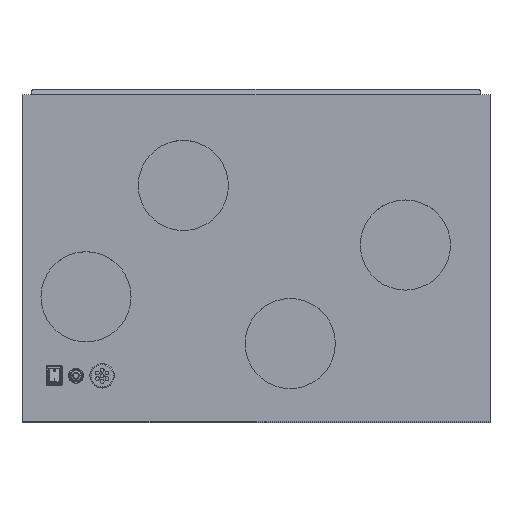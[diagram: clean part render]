
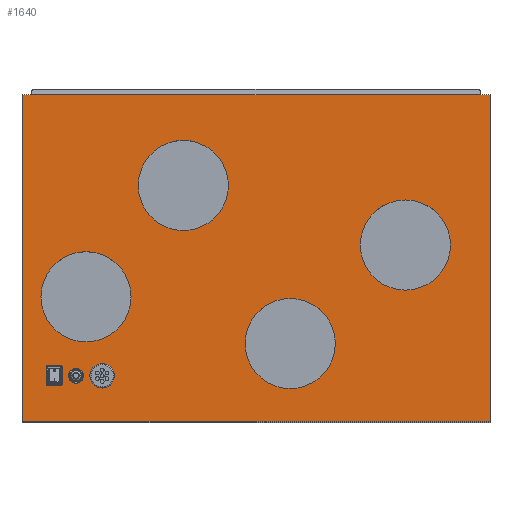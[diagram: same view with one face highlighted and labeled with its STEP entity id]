
A CAD part, top view. The second image highlights one B-rep face of the part: STEP entity #1640.
In plain terms, the highlighted planar face has unit normal (0, 0, 1).
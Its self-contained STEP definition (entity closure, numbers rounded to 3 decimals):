
#10=CARTESIAN_POINT('',(6190.792,700.421,
627.939));
#20=DIRECTION('',(0.,0.,1.));
#30=DIRECTION('',(1.,0.,0.));
#40=AXIS2_PLACEMENT_3D('',#10,#20,#30);
#50=PLANE('',#40);
#60=CARTESIAN_POINT('',(5770.292,1154.478,
627.939));
#70=DIRECTION('',(0.,-1.,0.));
#80=VECTOR('',#70,1.);
#90=LINE('',#60,#80);
#100=CARTESIAN_POINT('',(5770.292,1223.278,
627.939));
#110=VERTEX_POINT('',#100);
#120=CARTESIAN_POINT('',(5770.292,635.528,
627.939));
#130=VERTEX_POINT('',#120);
#140=EDGE_CURVE('',#110,#130,#90,.T.);
#150=ORIENTED_EDGE('',*,*,#140,.T.);
#160=CARTESIAN_POINT('',(6602.292,1223.278,
627.939));
#170=DIRECTION('',(-1.,0.,0.));
#180=VECTOR('',#170,1.);
#190=LINE('',#160,#180);
#200=CARTESIAN_POINT('',(6611.292,1223.278,
627.939));
#210=VERTEX_POINT('',#200);
#220=EDGE_CURVE('',#210,#110,#190,.T.);
#230=ORIENTED_EDGE('',*,*,#220,.T.);
#240=CARTESIAN_POINT('',(6611.292,754.078,
627.939));
#250=DIRECTION('',(0.,1.,0.));
#260=VECTOR('',#250,1.);
#270=LINE('',#240,#260);
#280=CARTESIAN_POINT('',(6611.292,635.528,
627.939));
#290=VERTEX_POINT('',#280);
#300=EDGE_CURVE('',#290,#210,#270,.T.);
#310=ORIENTED_EDGE('',*,*,#300,.T.);
#320=CARTESIAN_POINT('',(6070.292,635.528,
627.939));
#330=DIRECTION('',(1.,0.,0.));
#340=VECTOR('',#330,1.);
#350=LINE('',#320,#340);
#360=EDGE_CURVE('',#130,#290,#350,.T.);
#370=ORIENTED_EDGE('',*,*,#360,.T.);
#380=EDGE_LOOP('',(#370,#310,#230,#150));
#390=FACE_OUTER_BOUND('',#380,.T.);
#400=CARTESIAN_POINT('',(6459.292,953.278,
627.939));
#410=DIRECTION('',(0.,0.,1.));
#420=DIRECTION('',(1.,0.,0.));
#430=AXIS2_PLACEMENT_3D('',#400,#410,#420);
#440=CIRCLE('',#430,81.);
#450=CARTESIAN_POINT('',(6540.292,953.278,
627.939));
#460=VERTEX_POINT('',#450);
#470=CARTESIAN_POINT('',(6378.292,953.278,
627.939));
#480=VERTEX_POINT('',#470);
#490=EDGE_CURVE('',#460,#480,#440,.T.);
#500=ORIENTED_EDGE('',*,*,#490,.F.);
#510=EDGE_CURVE('',#480,#460,#440,.T.);
#520=ORIENTED_EDGE('',*,*,#510,.F.);
#530=EDGE_LOOP('',(#520,#500));
#540=FACE_BOUND('',#530,.T.);
#550=CARTESIAN_POINT('',(6252.292,776.278,
627.939));
#560=DIRECTION('',(0.,0.,1.));
#570=DIRECTION('',(1.,0.,0.));
#580=AXIS2_PLACEMENT_3D('',#550,#560,#570);
#590=CIRCLE('',#580,81.);
#600=CARTESIAN_POINT('',(6333.292,776.278,
627.939));
#610=VERTEX_POINT('',#600);
#620=CARTESIAN_POINT('',(6171.292,776.278,
627.939));
#630=VERTEX_POINT('',#620);
#640=EDGE_CURVE('',#610,#630,#590,.T.);
#650=ORIENTED_EDGE('',*,*,#640,.F.);
#660=EDGE_CURVE('',#630,#610,#590,.T.);
#670=ORIENTED_EDGE('',*,*,#660,.F.);
#680=EDGE_LOOP('',(#670,#650));
#690=FACE_BOUND('',#680,.T.);
#700=CARTESIAN_POINT('',(5885.292,860.278,
627.939));
#710=DIRECTION('',(0.,0.,1.));
#720=DIRECTION('',(1.,0.,0.));
#730=AXIS2_PLACEMENT_3D('',#700,#710,#720);
#740=CIRCLE('',#730,81.);
#750=CARTESIAN_POINT('',(5966.292,860.278,
627.939));
#760=VERTEX_POINT('',#750);
#770=CARTESIAN_POINT('',(5804.292,860.278,
627.939));
#780=VERTEX_POINT('',#770);
#790=EDGE_CURVE('',#760,#780,#740,.T.);
#800=ORIENTED_EDGE('',*,*,#790,.F.);
#810=EDGE_CURVE('',#780,#760,#740,.T.);
#820=ORIENTED_EDGE('',*,*,#810,.F.);
#830=EDGE_LOOP('',(#820,#800));
#840=FACE_BOUND('',#830,.T.);
#850=CARTESIAN_POINT('',(6060.292,1060.278,
627.939));
#860=DIRECTION('',(0.,0.,1.));
#870=DIRECTION('',(1.,0.,0.));
#880=AXIS2_PLACEMENT_3D('',#850,#860,#870);
#890=CIRCLE('',#880,81.);
#900=CARTESIAN_POINT('',(6141.292,1060.278,
627.939));
#910=VERTEX_POINT('',#900);
#920=CARTESIAN_POINT('',(5979.292,1060.278,
627.939));
#930=VERTEX_POINT('',#920);
#940=EDGE_CURVE('',#910,#930,#890,.T.);
#950=ORIENTED_EDGE('',*,*,#940,.F.);
#960=EDGE_CURVE('',#930,#910,#890,.T.);
#970=ORIENTED_EDGE('',*,*,#960,.F.);
#980=EDGE_LOOP('',(#970,#950));
#990=FACE_BOUND('',#980,.T.);
#1000=CARTESIAN_POINT('',(2793.04,702.178,
627.939));
#1010=DIRECTION('',(1.,0.,0.));
#1020=VECTOR('',#1010,1.);
#1030=LINE('',#1000,#1020);
#1040=CARTESIAN_POINT('',(5816.292,702.178,
627.939));
#1050=VERTEX_POINT('',#1040);
#1060=CARTESIAN_POINT('',(5840.292,702.178,
627.939));
#1070=VERTEX_POINT('',#1060);
#1080=EDGE_CURVE('',#1050,#1070,#1030,.T.);
#1090=ORIENTED_EDGE('',*,*,#1080,.F.);
#1100=CARTESIAN_POINT('',(5840.292,1230.278,
627.939));
#1110=DIRECTION('',(0.,1.,0.));
#1120=VECTOR('',#1110,1.);
#1130=LINE('',#1100,#1120);
#1140=CARTESIAN_POINT('',(5840.292,734.378,
627.939));
#1150=VERTEX_POINT('',#1140);
#1160=EDGE_CURVE('',#1070,#1150,#1130,.T.);
#1170=ORIENTED_EDGE('',*,*,#1160,.F.);
#1180=CARTESIAN_POINT('',(2793.04,734.378,
627.939));
#1190=DIRECTION('',(-1.,0.,0.));
#1200=VECTOR('',#1190,1.);
#1210=LINE('',#1180,#1200);
#1220=CARTESIAN_POINT('',(5816.292,734.378,
627.939));
#1230=VERTEX_POINT('',#1220);
#1240=EDGE_CURVE('',#1150,#1230,#1210,.T.);
#1250=ORIENTED_EDGE('',*,*,#1240,.F.);
#1260=CARTESIAN_POINT('',(5816.292,1230.278,
627.939));
#1270=DIRECTION('',(0.,-1.,0.));
#1280=VECTOR('',#1270,1.);
#1290=LINE('',#1260,#1280);
#1300=EDGE_CURVE('',#1230,#1050,#1290,.T.);
#1310=ORIENTED_EDGE('',*,*,#1300,.F.);
#1320=EDGE_LOOP('',(#1310,#1250,#1170,#1090));
#1330=FACE_BOUND('',#1320,.T.);
#1340=CARTESIAN_POINT('',(5867.292,718.278,627.939))
;
#1350=DIRECTION('',(0.,0.,-1.));
#1360=DIRECTION('',(-1.,0.,0.));
#1370=AXIS2_PLACEMENT_3D('',#1340,#1350,#1360);
#1380=CIRCLE('',#1370,11.45);
#1390=CARTESIAN_POINT('',(5878.742,718.278,627.939))
;
#1400=VERTEX_POINT('',#1390);
#1410=CARTESIAN_POINT('',(5855.842,718.278,627.939))
;
#1420=VERTEX_POINT('',#1410);
#1430=EDGE_CURVE('',#1400,#1420,#1380,.T.);
#1440=ORIENTED_EDGE('',*,*,#1430,.T.);
#1450=EDGE_CURVE('',#1420,#1400,#1380,.T.);
#1460=ORIENTED_EDGE('',*,*,#1450,.T.);
#1470=EDGE_LOOP('',(#1460,#1440));
#1480=FACE_BOUND('',#1470,.T.);
#1490=CARTESIAN_POINT('',(5914.292,718.278,
627.939));
#1500=DIRECTION('',(0.,0.,1.));
#1510=DIRECTION('',(0.,-1.,0.));
#1520=AXIS2_PLACEMENT_3D('',#1490,#1500,#1510);
#1530=CIRCLE('',#1520,22.);
#1540=CARTESIAN_POINT('',(5914.292,696.278,627.939))
;
#1550=VERTEX_POINT('',#1540);
#1560=CARTESIAN_POINT('',(5914.292,740.278,
627.939));
#1570=VERTEX_POINT('',#1560);
#1580=EDGE_CURVE('',#1550,#1570,#1530,.T.);
#1590=ORIENTED_EDGE('',*,*,#1580,.F.);
#1600=EDGE_CURVE('',#1570,#1550,#1530,.T.);
#1610=ORIENTED_EDGE('',*,*,#1600,.F.);
#1620=EDGE_LOOP('',(#1610,#1590));
#1630=FACE_BOUND('',#1620,.T.);
#1640=ADVANCED_FACE('',(#390,#540,#690,#840,#990,#1330,#1480,#1630),#50,
.T.);
